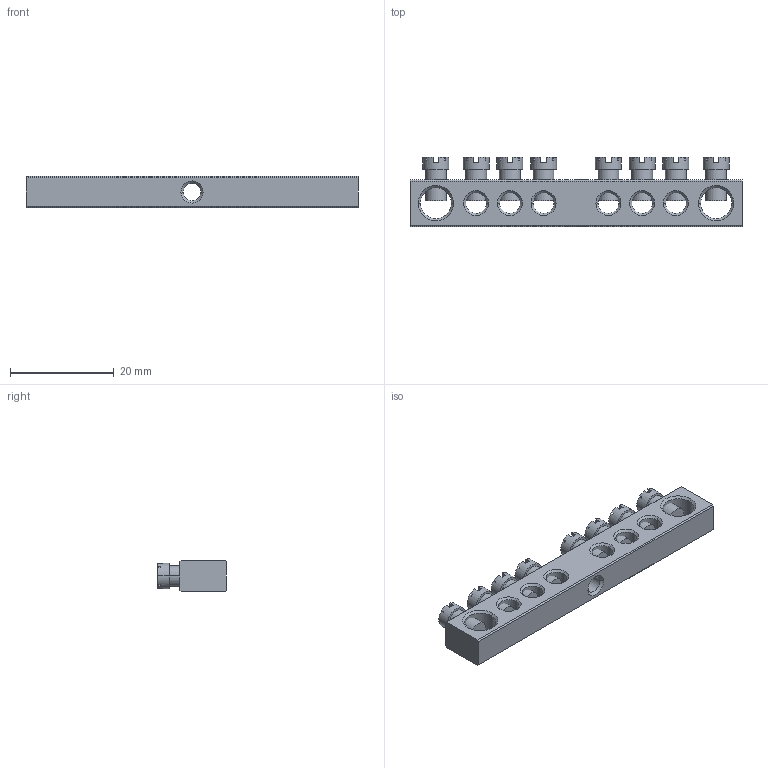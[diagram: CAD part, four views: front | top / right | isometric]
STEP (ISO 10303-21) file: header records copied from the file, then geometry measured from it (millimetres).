
FILE_DESCRIPTION (( 'STEP AP214' ), '1' );
FILE_NAME ('YNN10-08-100 Øèíà PEN çåìëÿ-íîëü 6õ9ìì 8_1 (8ãðóïïû_êðåï ïî öåíòð) ÈÝÊ.STEP', '2016-08-24T13:11:35', ( 'user' ), ( '' ), 'SwSTEP 2.0', 'SolidWorks 2014', '' );
FILE_SCHEMA (( 'AUTOMOTIVE_DESIGN' ));
Length unit declared in the file: millimetre
Products named in the file (3): YNN10-08-100 Øèíà PEN çåìëÿ-íîëü 6õ9ìì 8_1 (8ãðóïïû_êðåï ïî öåíòð) ÈÝÊ; Øèíà ÂõÍ n-1_6å9 8-1; Âèíò_Œ4
Assembly tree (9 placements, depth 2):
  YNN10-08-100 Øèíà PEN çåìëÿ-íîëü 6õ9ìì 8_1 (8ãðóïïû_êðåï ïî öåíòð) ÈÝÊ
    Øèíà ÂõÍ n-1_6å9 8-1
    Âèíò_Œ4  x8
Bounding box: 64 x 13.3 x 6 mm (x, y, z)
Volume: 3253.7 mm3; surface area: 3812.8 mm2
Topology: 9 solids, 9 shells, 416 faces, 1118 edges, 720 vertices
Faces by surface type: plane 258, cone 92, cylinder 66
Entity records: 4931 total; most frequent: CARTESIAN_POINT 1199, DIRECTION 745, ORIENTED_EDGE 678, EDGE_CURVE 339, AXIS2_PLACEMENT_3D 289, VERTEX_POINT 209, EDGE_LOOP 172, VECTOR 167
